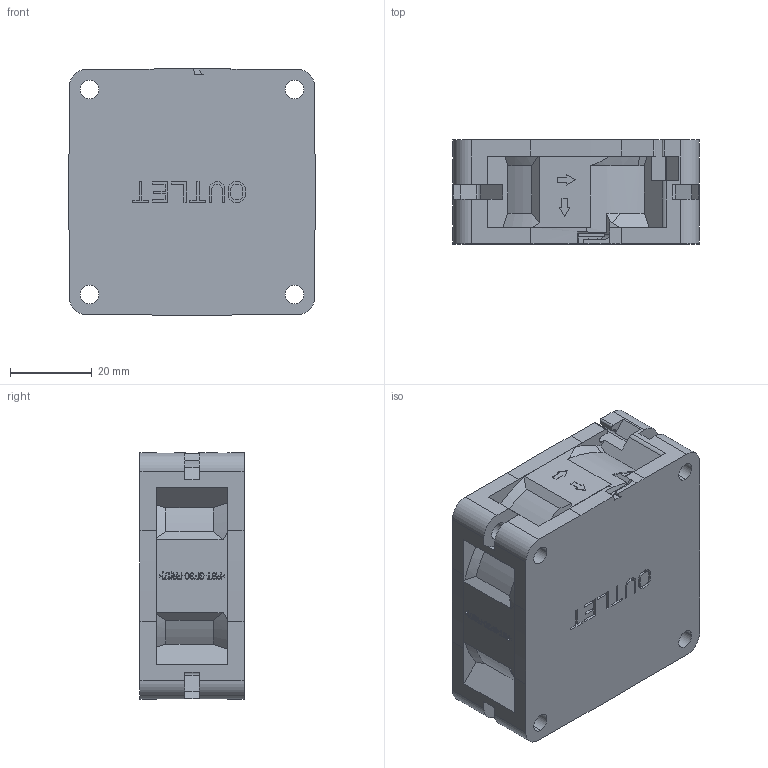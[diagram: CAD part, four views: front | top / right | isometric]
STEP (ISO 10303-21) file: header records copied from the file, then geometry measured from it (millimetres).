
FILE_DESCRIPTION((''),'2;1');
FILE_NAME('QFR0612DH-SP00','2017-03-28T',('yiliang.gong'),(''),'CREO PARAMETRIC BY PTC INC, 2015080','CREO PARAMETRIC BY PTC INC, 2015080','');
FILE_SCHEMA(('CONFIG_CONTROL_DESIGN'));
Length unit declared in the file: millimetre
Products named in the file (1): QFR0612DH-SP00
Bounding box: 60.2 x 25.4 x 60.19 mm (x, y, z)
Volume: 84110.9 mm3; surface area: 15989.5 mm2
Topology: 1 solids, 1 shells, 974 faces, 2745 edges, 1828 vertices
Faces by surface type: plane 859, cylinder 76, bspline 20, cone 19
Entity records: 31953 total; most frequent: CARTESIAN_POINT 6792, ORIENTED_EDGE 5490, DIRECTION 4732, EDGE_CURVE 2745, VECTOR 2342, LINE 2342, VERTEX_POINT 1828, AXIS2_PLACEMENT_3D 1195
